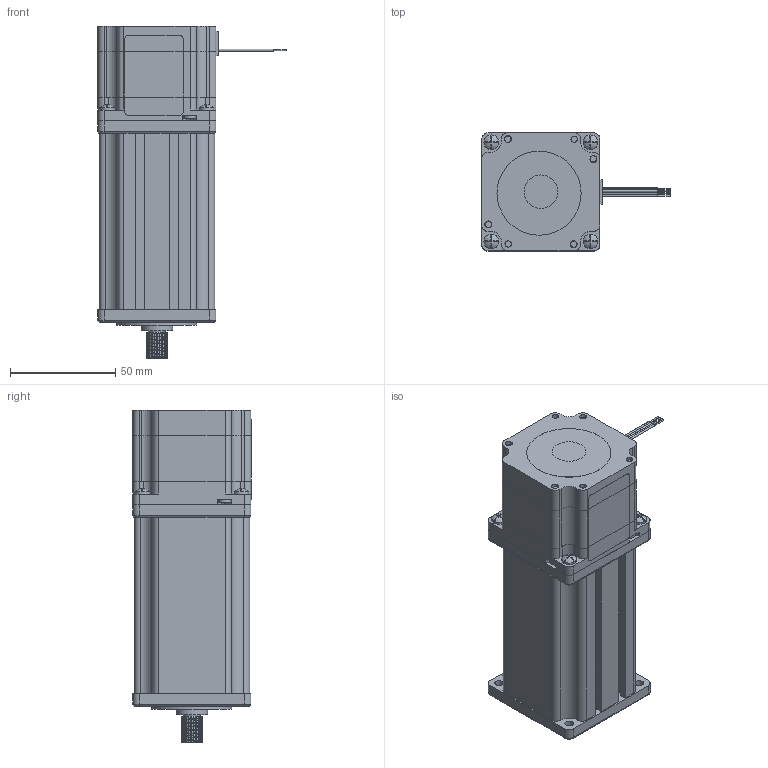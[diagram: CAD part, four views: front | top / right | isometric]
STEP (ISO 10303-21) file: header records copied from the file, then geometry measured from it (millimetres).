
FILE_DESCRIPTION(/* description */ (''),/* implementation_level */ '2;1');
FILE_NAME(/* name */ '23C21-50.stp',/* time_stamp */ '2020-08-06T10:24:59+08:00',/* author */ ('gj5217'),/* organization */ (''),/* preprocessor_version */ 'ST-DEVELOPER v16.1',/* originating_system */ 'Autodesk Inventor 2016',/* authorisation */ '');
FILE_SCHEMA (('AUTOMOTIVE_DESIGN { 1 0 10303 214 3 1 1 }'));
Products named in the file (32): 02-025(23H2047); 12-020-1(23H2047); 15-001-037(23H2047）; 12-008(4线护线套); 09-009-1(红); 09-009-2(红白); 09-009-3(绿); 09-009-4(绿白); 02-026-3(3A); 03-021(23H2047转子叠片); 07-005（57磁钢）; 04-017; 03-023(23E2047转子总成); 01-011(前盖); 01-012(后盖); 06-009(预紧螺母); 07-011(6902ZZ); 10-004(调整垫); 润滑油脂; 01-028（固定轴电机安装板）; 01-030（固定轴客户安装板）; 08-008-7（滑轨）; 11-022（固定轴销）; 11-031固定轴螺钉; 10-014（固定轴轴套）; 05-0135-7（固定轴电机螺杆）; ; 04-027-7(固定轴电机标准轴）; 57单厚标签; 57铭牌; 11-009(M3x41); 23C2047W4-300-635
Assembly tree (48 placements, depth 3):
  23C2047W4-300-635
    02-026-3(3A)
      02-025(23H2047)
      12-020-1(23H2047)  x2
      15-001-037(23H2047）
      12-008(4线护线套)
      09-009-1(红)
      09-009-2(红白)
      09-009-3(绿)
      09-009-4(绿白)
    03-023(23E2047转子总成)
      03-021(23H2047转子叠片)
      07-005（57磁钢）
      04-017
    01-011(前盖)
    01-012(后盖)
    06-009(预紧螺母)
    07-011(6902ZZ)  x2
    10-004(调整垫)
    11-009(M3x41)  x4
    润滑油脂
    01-028（固定轴电机安装板）
    01-030（固定轴客户安装板）
    08-008-7（滑轨）
    11-022（固定轴销）  x2
    11-031固定轴螺钉  x12
    10-014（固定轴轴套）
    05-0135-7（固定轴电机螺杆）
  
    04-027-7(固定轴电机标准轴）
    57单厚标签
    57铭牌
Bounding box: 89.6 x 56.3 x 157.85 mm (x, y, z)
Volume: 245112 mm3; surface area: 169556 mm2
Topology: 59 solids, 64 shells, 2688 faces, 7482 edges, 4954 vertices
Faces by surface type: cylinder 1322, plane 1291, torus 25, cone 20, sphere 20, bspline 10
Full cylindrical faces by diameter (mm): 0.6 x4, 1 x18, 1.5 x10, 2 x1, 2.5 x2, 3 x10, 3.1 x4, 3.3 x12, 4 x24, 4.166 x1, 4.2 x8, 5 x9, 5.2 x4, 5.5 x1, 5.6 x4, 7 x13, 8 x1, 8.5 x8, 10 x18, 11.5 x1, 12 x1, 15 x7, 15.5 x1, 16 x1, 16.5 x2, 17 x1, 18 x1, 19 x1, 20 x1, 21 x1
Entity records: 77889 total; most frequent: CARTESIAN_POINT 23273, DIRECTION 11924, ORIENTED_EDGE 10832, EDGE_CURVE 5422, AXIS2_PLACEMENT_3D 4473, VERTEX_POINT 3680, LINE 2978, VECTOR 2978
